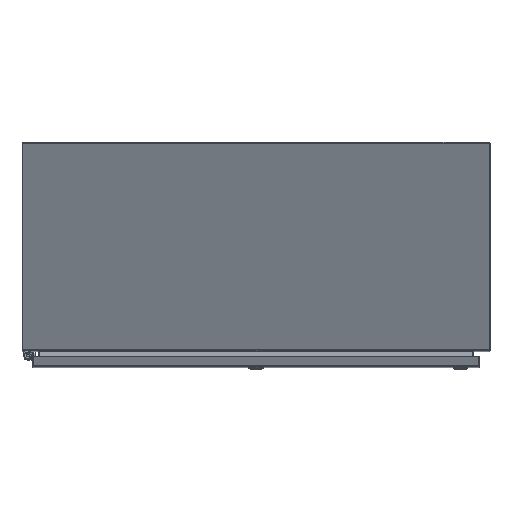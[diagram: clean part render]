
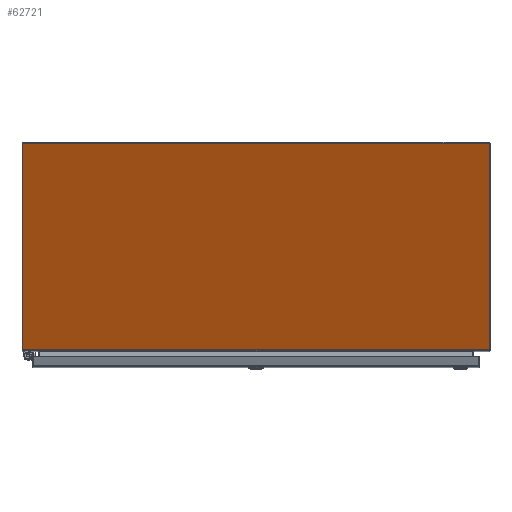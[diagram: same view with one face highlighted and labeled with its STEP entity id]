
A CAD part, top view. The second image highlights one B-rep face of the part: STEP entity #62721.
In plain terms, the highlighted planar face has unit normal (0, -0.423, 0.906).
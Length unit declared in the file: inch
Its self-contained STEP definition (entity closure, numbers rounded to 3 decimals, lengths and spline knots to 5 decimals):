
#1230 = CARTESIAN_POINT ( 'NONE',  ( 17.92608, -15.93764, 26.30403 ) ) ;
#1397 = DIRECTION ( 'NONE',  ( -1., 0., 0. ) ) ;
#3627 = EDGE_CURVE ( 'NONE', #97744, #48987, #95546, .T. ) ;
#4074 = EDGE_CURVE ( 'NONE', #48987, #8717, #51078, .T. ) ;
#7991 = AXIS2_PLACEMENT_3D ( 'NONE', #74207, #89241, #21577 ) ;
#8269 = DIRECTION ( 'NONE',  ( 0.221, 0.884, 0.412 ) ) ;
#8717 = VERTEX_POINT ( 'NONE', #13998 ) ;
#10010 = EDGE_LOOP ( 'NONE', ( #73685, #41369, #46569, #26618, #80884, #55228 ) ) ;
#13998 = CARTESIAN_POINT ( 'NONE',  ( -17.85408, -15.93764, 26.30403 ) ) ;
#15028 = VERTEX_POINT ( 'NONE', #34642 ) ;
#18092 = PLANE ( 'NONE',  #7991 ) ;
#21577 = DIRECTION ( 'NONE',  ( 0., -0.906, -0.423 ) ) ;
#26618 = ORIENTED_EDGE ( 'NONE', *, *, #94529, .T. ) ;
#27491 = DIRECTION ( 'NONE',  ( 0., -0.906, -0.423 ) ) ;
#27976 = VERTEX_POINT ( 'NONE', #35163 ) ;
#29903 = CARTESIAN_POINT ( 'NONE',  ( -17.892, -0.101, 33.68877 ) ) ;
#32853 = DIRECTION ( 'NONE',  ( 0., 0.906, 0.423 ) ) ;
#34642 = CARTESIAN_POINT ( 'NONE',  ( 17.964, -0.101, 33.68877 ) ) ;
#35163 = CARTESIAN_POINT ( 'NONE',  ( 17.92608, -15.93764, 26.30403 ) ) ;
#38853 = VECTOR ( 'NONE', #1397, 39.37008 ) ;
#39717 = LINE ( 'NONE', #91805, #49249 ) ;
#41369 = ORIENTED_EDGE ( 'NONE', *, *, #4074, .T. ) ;
#44543 = CARTESIAN_POINT ( 'NONE',  ( -17.892, -15.78568, 26.37489 ) ) ;
#45194 = EDGE_CURVE ( 'NONE', #8717, #27976, #39717, .T. ) ;
#46042 = CARTESIAN_POINT ( 'NONE',  ( -17.892, -15.78568, 26.37489 ) ) ;
#46569 = ORIENTED_EDGE ( 'NONE', *, *, #45194, .T. ) ;
#46837 = LINE ( 'NONE', #55390, #52754 ) ;
#46966 = LINE ( 'NONE', #54048, #38853 ) ;
#48976 = VECTOR ( 'NONE', #27491, 39.37008 ) ;
#48987 = VERTEX_POINT ( 'NONE', #46042 ) ;
#49249 = VECTOR ( 'NONE', #70249, 39.37008 ) ;
#51078 = LINE ( 'NONE', #44543, #87459 ) ;
#52754 = VECTOR ( 'NONE', #32853, 39.37008 ) ;
#54048 = CARTESIAN_POINT ( 'NONE',  ( -17.892, -0.101, 33.68877 ) ) ;
#55228 = ORIENTED_EDGE ( 'NONE', *, *, #68522, .T. ) ;
#55390 = CARTESIAN_POINT ( 'NONE',  ( 17.964, -0.101, 33.68877 ) ) ;
#62721 = ADVANCED_FACE ( 'NONE', ( #72736 ), #18092, .T. ) ;
#65525 = CARTESIAN_POINT ( 'NONE',  ( -17.892, -0.101, 33.68877 ) ) ;
#67382 = VERTEX_POINT ( 'NONE', #81738 ) ;
#68522 = EDGE_CURVE ( 'NONE', #15028, #97744, #46966, .T. ) ;
#70249 = DIRECTION ( 'NONE',  ( 1., 0., 0. ) ) ;
#72736 = FACE_OUTER_BOUND ( 'NONE', #10010, .T. ) ;
#73685 = ORIENTED_EDGE ( 'NONE', *, *, #3627, .T. ) ;
#74207 = CARTESIAN_POINT ( 'NONE',  ( -17.892, -0.101, 33.68877 ) ) ;
#80884 = ORIENTED_EDGE ( 'NONE', *, *, #97817, .T. ) ;
#81624 = DIRECTION ( 'NONE',  ( 0.221, -0.884, -0.412 ) ) ;
#81738 = CARTESIAN_POINT ( 'NONE',  ( 17.964, -15.78568, 26.37489 ) ) ;
#87459 = VECTOR ( 'NONE', #81624, 39.37008 ) ;
#89241 = DIRECTION ( 'NONE',  ( 0., -0.423, 0.906 ) ) ;
#91805 = CARTESIAN_POINT ( 'NONE',  ( -17.892, -15.93764, 26.30403 ) ) ;
#92401 = LINE ( 'NONE', #1230, #98521 ) ;
#94529 = EDGE_CURVE ( 'NONE', #27976, #67382, #92401, .T. ) ;
#95546 = LINE ( 'NONE', #65525, #48976 ) ;
#97744 = VERTEX_POINT ( 'NONE', #29903 ) ;
#97817 = EDGE_CURVE ( 'NONE', #67382, #15028, #46837, .T. ) ;
#98521 = VECTOR ( 'NONE', #8269, 39.37008 ) ;
